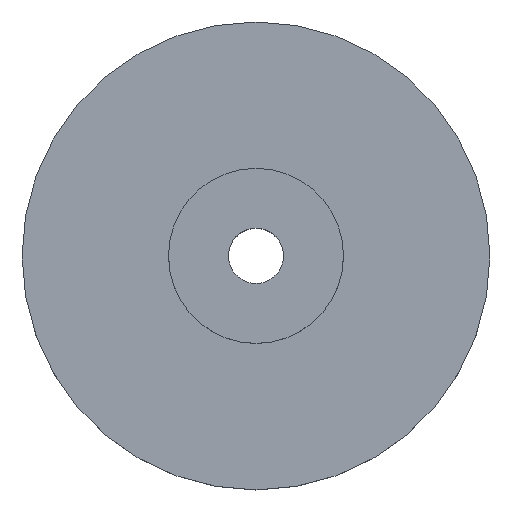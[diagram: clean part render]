
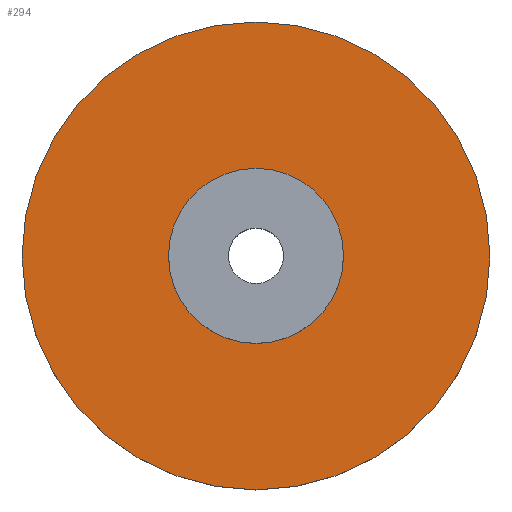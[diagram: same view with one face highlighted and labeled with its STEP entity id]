
A CAD part, top view. The second image highlights one B-rep face of the part: STEP entity #294.
In plain terms, the highlighted planar face has unit normal (0, 0, 1).
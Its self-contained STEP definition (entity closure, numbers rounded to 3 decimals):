
#7 = VERTEX_POINT ( 'NONE', #133 ) ;
#10 = VERTEX_POINT ( 'NONE', #227 ) ;
#17 = AXIS2_PLACEMENT_3D ( 'NONE', #194, #45, #144 ) ;
#23 = DIRECTION ( 'NONE',  ( 1., 0., 0. ) ) ;
#28 = EDGE_CURVE ( 'NONE', #130, #82, #168, .T. ) ;
#31 = ORIENTED_EDGE ( 'NONE', *, *, #28, .T. ) ;
#45 = DIRECTION ( 'NONE',  ( 0., 0., 1. ) ) ;
#64 = CARTESIAN_POINT ( 'NONE',  ( 25.4, 0., 6. ) ) ;
#71 = AXIS2_PLACEMENT_3D ( 'NONE', #223, #190, #87 ) ;
#77 = FACE_BOUND ( 'NONE', #260, .T. ) ;
#82 = VERTEX_POINT ( 'NONE', #139 ) ;
#83 = ORIENTED_EDGE ( 'NONE', *, *, #253, .F. ) ;
#86 = ORIENTED_EDGE ( 'NONE', *, *, #121, .F. ) ;
#87 = DIRECTION ( 'NONE',  ( 1., 0., 0. ) ) ;
#94 = DIRECTION ( 'NONE',  ( 0., 0., 1. ) ) ;
#96 = CARTESIAN_POINT ( 'NONE',  ( 0., 0., 6. ) ) ;
#97 = DIRECTION ( 'NONE',  ( 0., 0., 1. ) ) ;
#99 = AXIS2_PLACEMENT_3D ( 'NONE', #96, #97, #275 ) ;
#111 = CARTESIAN_POINT ( 'NONE',  ( 0., 0., 6. ) ) ;
#121 = EDGE_CURVE ( 'NONE', #10, #7, #214, .T. ) ;
#130 = VERTEX_POINT ( 'NONE', #64 ) ;
#133 = CARTESIAN_POINT ( 'NONE',  ( -9.5, 0., 6. ) ) ;
#136 = DIRECTION ( 'NONE',  ( 0., 0., 1. ) ) ;
#139 = CARTESIAN_POINT ( 'NONE',  ( -25.4, 0., 6. ) ) ;
#144 = DIRECTION ( 'NONE',  ( 1., 0., 0. ) ) ;
#150 = PLANE ( 'NONE',  #181 ) ;
#156 = EDGE_LOOP ( 'NONE', ( #159, #31 ) ) ;
#157 = AXIS2_PLACEMENT_3D ( 'NONE', #111, #136, #207 ) ;
#159 = ORIENTED_EDGE ( 'NONE', *, *, #191, .T. ) ;
#168 = CIRCLE ( 'NONE', #71, 25.4 ) ;
#173 = FACE_OUTER_BOUND ( 'NONE', #156, .T. ) ;
#181 = AXIS2_PLACEMENT_3D ( 'NONE', #235, #94, #23 ) ;
#190 = DIRECTION ( 'NONE',  ( 0., 0., 1. ) ) ;
#191 = EDGE_CURVE ( 'NONE', #82, #130, #225, .T. ) ;
#194 = CARTESIAN_POINT ( 'NONE',  ( 0., 0., 6. ) ) ;
#207 = DIRECTION ( 'NONE',  ( 1., 0., 0. ) ) ;
#214 = CIRCLE ( 'NONE', #157, 9.5 ) ;
#223 = CARTESIAN_POINT ( 'NONE',  ( 0., 0., 6. ) ) ;
#225 = CIRCLE ( 'NONE', #17, 25.4 ) ;
#227 = CARTESIAN_POINT ( 'NONE',  ( 9.5, 0., 6. ) ) ;
#235 = CARTESIAN_POINT ( 'NONE',  ( 0., 0., 6. ) ) ;
#253 = EDGE_CURVE ( 'NONE', #7, #10, #285, .T. ) ;
#260 = EDGE_LOOP ( 'NONE', ( #83, #86 ) ) ;
#275 = DIRECTION ( 'NONE',  ( 1., 0., 0. ) ) ;
#285 = CIRCLE ( 'NONE', #99, 9.5 ) ;
#294 = ADVANCED_FACE ( 'NONE', ( #77, #173 ), #150, .T. ) ;
